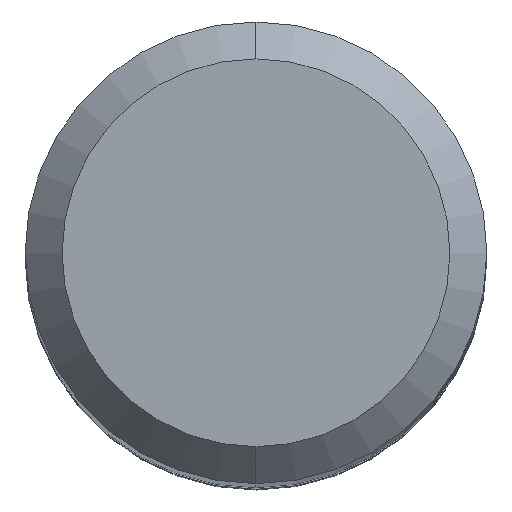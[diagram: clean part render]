
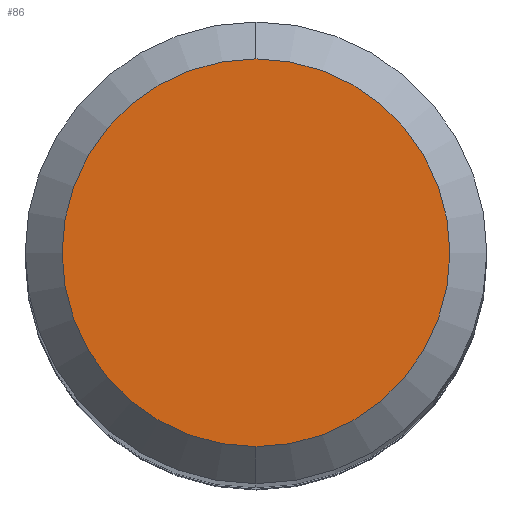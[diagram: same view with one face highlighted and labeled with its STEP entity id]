
A CAD part, top view. The second image highlights one B-rep face of the part: STEP entity #86.
In plain terms, the highlighted planar face has unit normal (0, 0, 1).
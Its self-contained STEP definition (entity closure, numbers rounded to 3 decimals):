
#86=ADVANCED_FACE('',(#177),#178,.T.);
#177=FACE_OUTER_BOUND('',#289,.T.);
#178=PLANE('',#290);
#289=EDGE_LOOP('',(#392,#393));
#290=AXIS2_PLACEMENT_3D('',#394,#395,#396);
#392=ORIENTED_EDGE('',*,*,#535,.F.);
#393=ORIENTED_EDGE('',*,*,#547,.F.);
#394=CARTESIAN_POINT('',(0.,1.68,36.));
#395=DIRECTION('',(0.,0.,1.0));
#396=DIRECTION('',(0.,-1.0,0.));
#535=EDGE_CURVE('',#629,#631,#632,.T.);
#547=EDGE_CURVE('',#631,#629,#648,.T.);
#629=VERTEX_POINT('',#712);
#631=VERTEX_POINT('',#715);
#632=CIRCLE('',#716,3.36);
#648=CIRCLE('',#735,3.36);
#712=CARTESIAN_POINT('',(0.,3.36,36.));
#715=CARTESIAN_POINT('',(0.,-3.36,36.));
#716=AXIS2_PLACEMENT_3D('',#792,#793,#794);
#735=AXIS2_PLACEMENT_3D('',#810,#811,#812);
#792=CARTESIAN_POINT('',(0.,0.,36.));
#793=DIRECTION('',(0.,0.0,-1.0));
#794=DIRECTION('',(0.0,1.0,0.0));
#810=CARTESIAN_POINT('',(0.,0.,36.));
#811=DIRECTION('',(0.,0.0,-1.0));
#812=DIRECTION('',(0.0,1.0,0.0));
